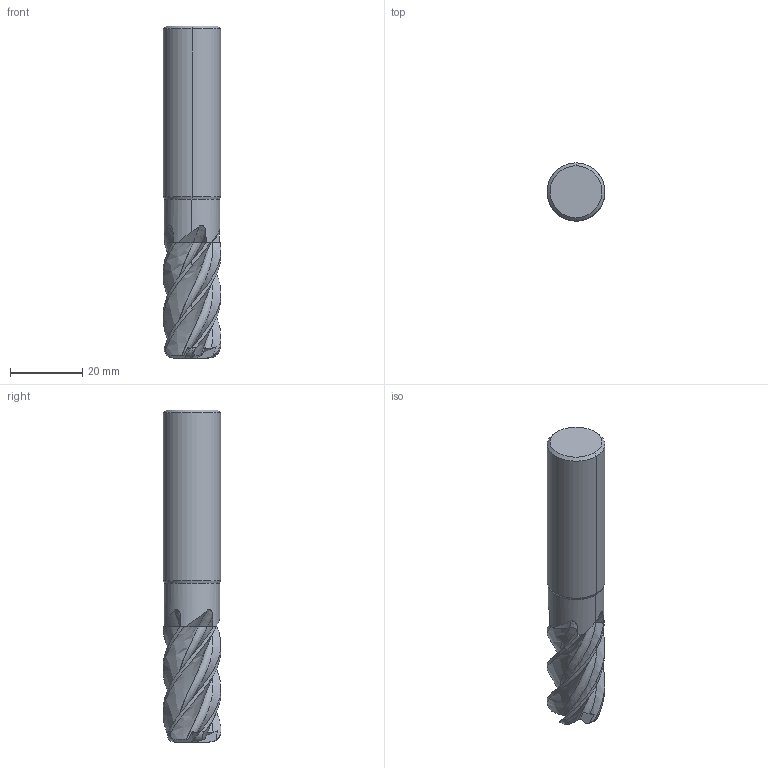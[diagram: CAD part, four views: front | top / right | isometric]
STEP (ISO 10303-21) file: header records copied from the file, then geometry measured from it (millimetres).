
FILE_DESCRIPTION(('no description'),'unknown implementation level');
FILE_NAME('EXM1-M06-0123-16_3-Detail.stp',' ',('CIMSOURCE GmbH'),('CADClick - KiM GmbH - www.kimweb.de'),'unknown preprocess','ACIS','unknown authorization');
FILE_SCHEMA(('automotive_design'));
Length unit declared in the file: millimetre
Products named in the file (2): NOCUT; CUT
Bounding box: 16 x 16 x 92 mm (x, y, z)
Volume: 15261.7 mm3; surface area: 5649.4 mm2
Topology: 2 solids, 2 shells, 125 faces, 340 edges, 215 vertices
Faces by surface type: plane 41, bspline 40, cone 19, revolution 15, torus 6, cylinder 4
Entity records: 22592 total; most frequent: CARTESIAN_POINT 16134, STYLED_ITEM 678, PRESENTATION_STYLE_ASSIGNMENT 678, COLOUR_RGB 678, ORIENTED_EDGE 672, DIRECTION 368, EDGE_CURVE 336, CURVE_STYLE 336
